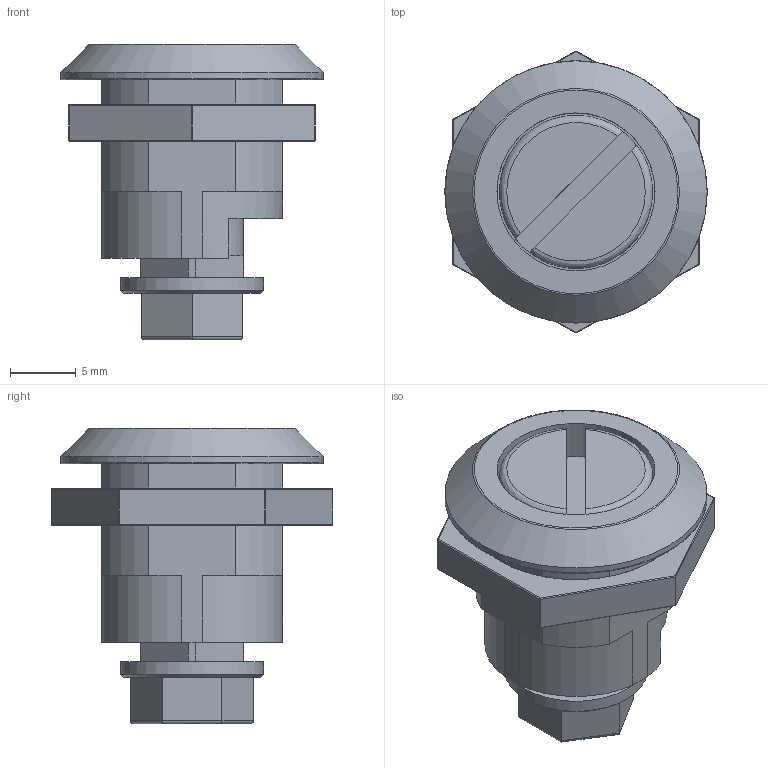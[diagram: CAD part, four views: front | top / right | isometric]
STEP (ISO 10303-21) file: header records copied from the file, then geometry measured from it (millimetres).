
FILE_DESCRIPTION (( 'STEP AP203' ), '1' );
FILE_NAME ('SCE-MINQSS.step', '2021-02-09T22:30:12', ( 'ADC123' ), ( 'Microsoft' ), 'SwSTEP 2.0', 'SolidWorks 2019', '' );
FILE_SCHEMA (( 'CONFIG_CONTROL_DESIGN' ));
Length unit declared in the file: inch
Products named in the file (1): SCE-MINQSS
Bounding box: 20.02 x 21.52 x 22.56 mm (x, y, z)
Volume: 3255.7 mm3; surface area: 3590.7 mm2
Topology: 4 solids, 4 shells, 125 faces, 305 edges, 185 vertices
Faces by surface type: plane 55, cylinder 46, bspline 22, cone 2
Full cylindrical faces by diameter (mm): 4.826 x1, 5.08 x1, 6.058 x1, 6.463 x1, 6.824 x1, 7.167 x1, 7.874 x1, 8.28 x1, 8.89 x1, 10.922 x1, 11.684 x1, 12.065 x1, 16.002 x1, 20.018 x1
Entity records: 4179 total; most frequent: CARTESIAN_POINT 1430, DIRECTION 558, ORIENTED_EDGE 528, EDGE_CURVE 264, AXIS2_PLACEMENT_3D 216, VERTEX_POINT 176, EDGE_LOOP 158, FACE_OUTER_BOUND 143
